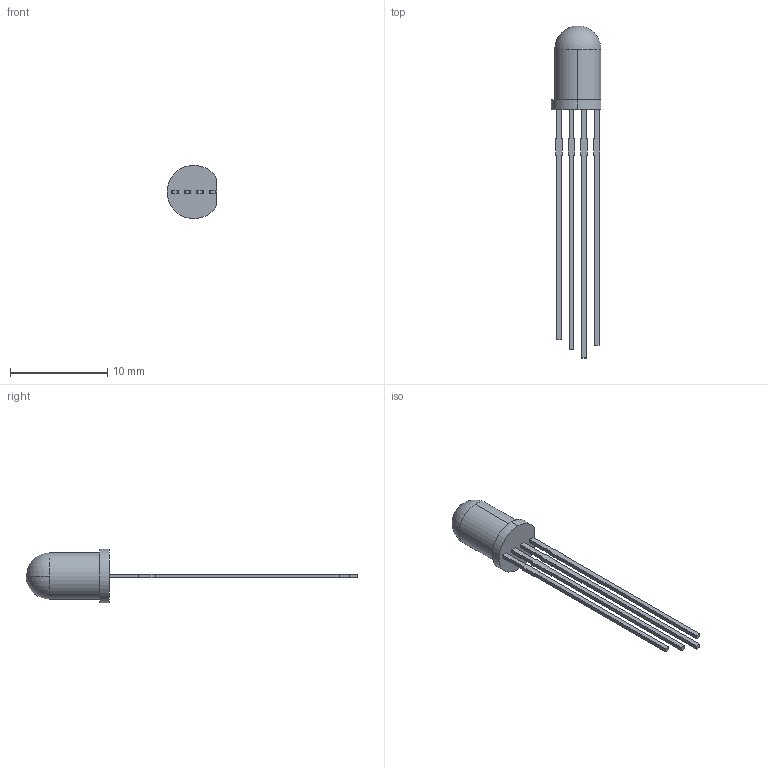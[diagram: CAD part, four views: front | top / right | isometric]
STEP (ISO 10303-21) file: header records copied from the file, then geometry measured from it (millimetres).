
FILE_DESCRIPTION (( 'STEP AP214' ), '1' );
FILE_NAME ('CA GRB LED 5mm.STEP', '2020-09-20T14:15:42', ( '' ), ( '' ), 'SwSTEP 2.0', 'SolidWorks 2019', '' );
FILE_SCHEMA (( 'AUTOMOTIVE_DESIGN' ));
Length unit declared in the file: millimetre
Products named in the file (1): CA GRB LED 5mm
Bounding box: 5.12 x 34.2 x 5.5 mm (x, y, z)
Volume: 163.8 mm3; surface area: 338.4 mm2
Topology: 1 solids, 1 shells, 62 faces, 170 edges, 112 vertices
Faces by surface type: plane 55, cylinder 5, sphere 2
Entity records: 2643 total; most frequent: CARTESIAN_POINT 343, ORIENTED_EDGE 336, DIRECTION 309, EDGE_CURVE 168, VECTOR 153, LINE 153, VERTEX_POINT 112, AXIS2_PLACEMENT_3D 78
